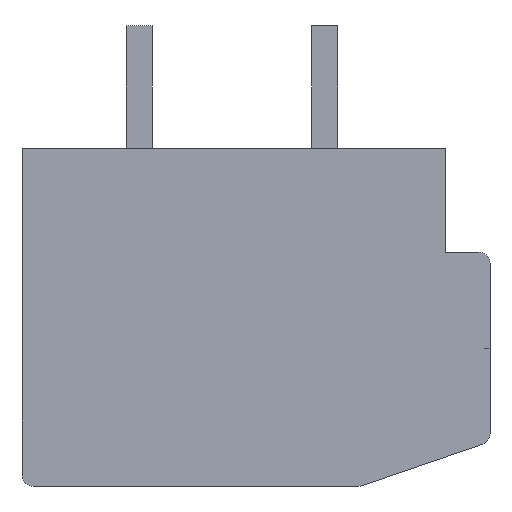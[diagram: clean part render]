
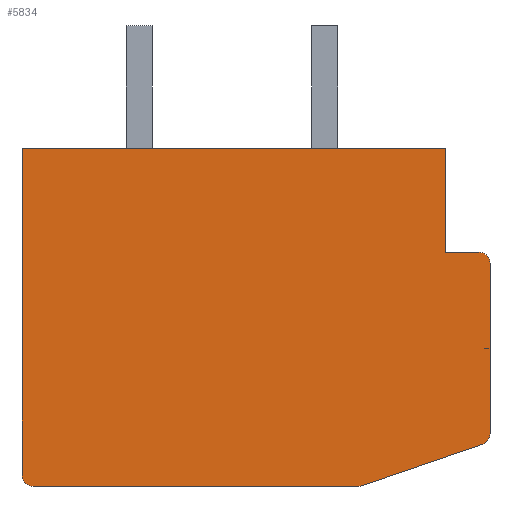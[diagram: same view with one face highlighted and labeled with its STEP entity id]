
A CAD part, front view. The second image highlights one B-rep face of the part: STEP entity #5834.
In plain terms, the highlighted planar face has unit normal (0, -1, 0).
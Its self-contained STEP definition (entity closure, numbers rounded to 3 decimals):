
#1=CARTESIAN_POINT('',(6.,-62.8,-3.136));
#2=DIRECTION('',(0.,-1.,0.));
#3=DIRECTION('',(0.324,0.,-0.946));
#4=AXIS2_PLACEMENT_3D('',#1,#2,#3);
#6=DIRECTION('',(-0.946,0.,-0.324));
#7=VECTOR('',#6,3.486);
#8=CARTESIAN_POINT('',(6.097,-62.8,-3.419));
#9=LINE('',#8,#7);
#10=DIRECTION('',(-1.,0.,0.));
#11=VECTOR('',#10,8.8);
#12=CARTESIAN_POINT('',(2.8,-62.8,-4.55));
#13=LINE('',#12,#11);
#14=CARTESIAN_POINT('',(-6.,-62.8,-4.25));
#15=DIRECTION('',(0.,-1.,0.));
#16=DIRECTION('',(-1.,0.,0.));
#17=AXIS2_PLACEMENT_3D('',#14,#15,#16);
#19=DIRECTION('',(0.,0.,1.));
#20=VECTOR('',#19,8.8);
#21=CARTESIAN_POINT('',(-6.3,-62.8,-4.25));
#22=LINE('',#21,#20);
#23=DIRECTION('',(1.,0.,0.));
#24=VECTOR('',#23,11.4);
#25=CARTESIAN_POINT('',(-6.3,-62.8,4.55));
#26=LINE('',#25,#24);
#27=DIRECTION('',(0.,0.,-1.));
#28=VECTOR('',#27,2.8);
#29=CARTESIAN_POINT('',(5.1,-62.8,4.55));
#30=LINE('',#29,#28);
#31=DIRECTION('',(1.,0.,0.));
#32=VECTOR('',#31,0.9);
#33=CARTESIAN_POINT('',(5.1,-62.8,1.75));
#34=LINE('',#33,#32);
#35=CARTESIAN_POINT('',(6.,-62.8,1.45));
#36=DIRECTION('',(0.,-1.,0.));
#37=DIRECTION('',(1.,0.,0.));
#38=AXIS2_PLACEMENT_3D('',#35,#36,#37);
#40=DIRECTION('',(0.,0.,-1.));
#41=VECTOR('',#40,4.586);
#42=CARTESIAN_POINT('',(6.3,-62.8,1.45));
#43=LINE('',#42,#41);
#4487=CARTESIAN_POINT('',(-6.3,-62.8,4.55));
#4488=CARTESIAN_POINT('',(5.1,-62.8,4.55));
#4489=VERTEX_POINT('',#4487);
#4490=VERTEX_POINT('',#4488);
#4491=CARTESIAN_POINT('',(5.1,-62.8,1.75));
#4492=VERTEX_POINT('',#4491);
#4493=CARTESIAN_POINT('',(6.097,-62.8,-3.419));
#4494=CARTESIAN_POINT('',(6.3,-62.8,-3.136));
#4495=VERTEX_POINT('',#4493);
#4496=VERTEX_POINT('',#4494);
#4497=CARTESIAN_POINT('',(6.3,-62.8,1.45));
#4498=CARTESIAN_POINT('',(6.,-62.8,1.75));
#4499=VERTEX_POINT('',#4497);
#4500=VERTEX_POINT('',#4498);
#4501=CARTESIAN_POINT('',(-6.3,-62.8,-4.25));
#4502=CARTESIAN_POINT('',(-6.,-62.8,-4.55));
#4503=VERTEX_POINT('',#4501);
#4504=VERTEX_POINT('',#4502);
#4505=CARTESIAN_POINT('',(2.8,-62.8,-4.55));
#4506=VERTEX_POINT('',#4505);
#5807=CARTESIAN_POINT('',(0.,-62.8,0.));
#5808=DIRECTION('',(0.,1.,0.));
#5809=DIRECTION('',(1.,0.,0.));
#5810=AXIS2_PLACEMENT_3D('',#5807,#5808,#5809);
#5811=PLANE('',#5810);
#5813=ORIENTED_EDGE('',*,*,#5812,.F.);
#5815=ORIENTED_EDGE('',*,*,#5814,.T.);
#5817=ORIENTED_EDGE('',*,*,#5816,.T.);
#5819=ORIENTED_EDGE('',*,*,#5818,.F.);
#5821=ORIENTED_EDGE('',*,*,#5820,.T.);
#5823=ORIENTED_EDGE('',*,*,#5822,.T.);
#5825=ORIENTED_EDGE('',*,*,#5824,.T.);
#5827=ORIENTED_EDGE('',*,*,#5826,.T.);
#5829=ORIENTED_EDGE('',*,*,#5828,.F.);
#5831=ORIENTED_EDGE('',*,*,#5830,.T.);
#5832=EDGE_LOOP('',(#5813,#5815,#5817,#5819,#5821,#5823,#5825,#5827,#5829,
#5831));
#5833=FACE_OUTER_BOUND('',#5832,.F.);
#5834=ADVANCED_FACE('',(#5833),#5811,.F.);
#5=CIRCLE('',#4,0.3);
#18=CIRCLE('',#17,0.3);
#39=CIRCLE('',#38,0.3);
#5812=EDGE_CURVE('',#4495,#4496,#5,.T.);
#5814=EDGE_CURVE('',#4495,#4506,#9,.T.);
#5816=EDGE_CURVE('',#4506,#4504,#13,.T.);
#5818=EDGE_CURVE('',#4503,#4504,#18,.T.);
#5820=EDGE_CURVE('',#4503,#4489,#22,.T.);
#5822=EDGE_CURVE('',#4489,#4490,#26,.T.);
#5824=EDGE_CURVE('',#4490,#4492,#30,.T.);
#5826=EDGE_CURVE('',#4492,#4500,#34,.T.);
#5828=EDGE_CURVE('',#4499,#4500,#39,.T.);
#5830=EDGE_CURVE('',#4499,#4496,#43,.T.);
